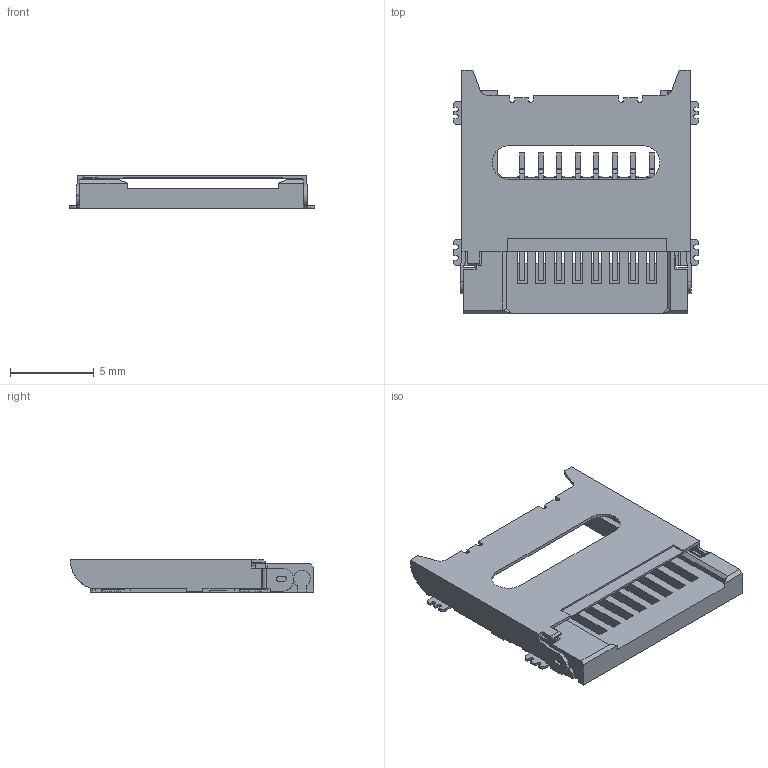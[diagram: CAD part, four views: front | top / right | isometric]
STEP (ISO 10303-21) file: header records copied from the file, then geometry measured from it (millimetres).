
FILE_DESCRIPTION (( 'STEP AP214' ), '1' );
FILE_NAME ('MicroSD_500901-0801.STEP', '2019-04-23T14:38:21', ( '' ), ( '' ), 'SwSTEP 2.0', 'SolidWorks 2018', '' );
FILE_SCHEMA (( 'AUTOMOTIVE_DESIGN' ));
Length unit declared in the file: millimetre
Products named in the file (1): MicroSD_500901-0801
Bounding box: 14.6 x 14.5 x 1.95 mm (x, y, z)
Volume: 165.7 mm3; surface area: 783.9 mm2
Topology: 1 solids, 1 shells, 632 faces, 1927 edges, 1268 vertices
Faces by surface type: plane 532, cylinder 100
Entity records: 24993 total; most frequent: ORIENTED_EDGE 3854, CARTESIAN_POINT 3838, DIRECTION 3395, EDGE_CURVE 1927, VECTOR 1721, LINE 1721, VERTEX_POINT 1268, AXIS2_PLACEMENT_3D 837
